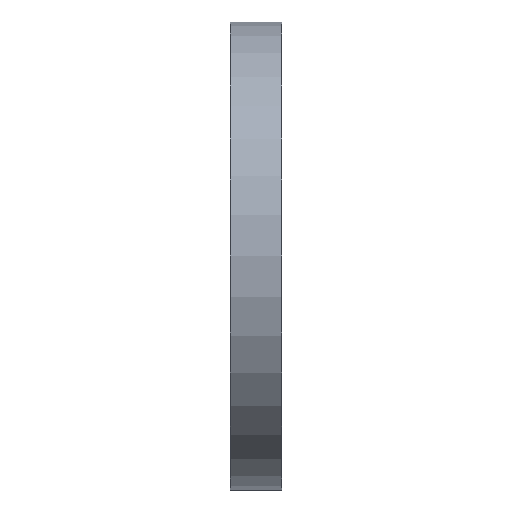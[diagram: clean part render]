
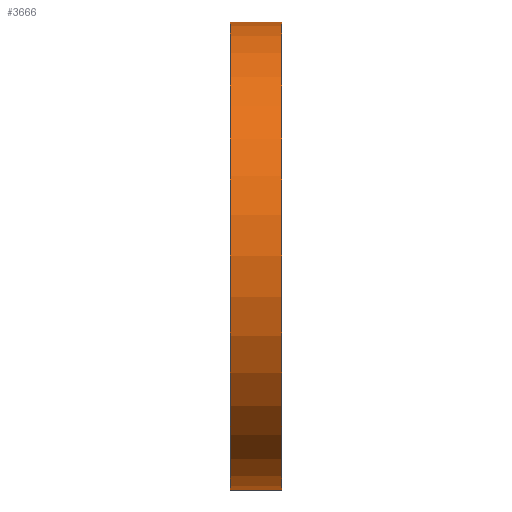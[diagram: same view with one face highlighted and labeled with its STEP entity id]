
A CAD part, left-side view. The second image highlights one B-rep face of the part: STEP entity #3666.
In plain terms, the highlighted cylindrical face has radius 55 mm (diameter 110 mm), a partial arc.
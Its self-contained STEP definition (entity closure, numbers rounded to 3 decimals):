
#88 = DIRECTION ( 'NONE',  ( 0., 0., -1. ) ) ;
#114 = CARTESIAN_POINT ( 'NONE',  ( 0., 4., 0. ) ) ;
#149 = LINE ( 'NONE', #1451, #1256 ) ;
#331 = VERTEX_POINT ( 'NONE', #2542 ) ;
#351 = VERTEX_POINT ( 'NONE', #1249 ) ;
#466 = ORIENTED_EDGE ( 'NONE', *, *, #3820, .F. ) ;
#569 = CARTESIAN_POINT ( 'NONE',  ( 0., 0., 0. ) ) ;
#791 = AXIS2_PLACEMENT_3D ( 'NONE', #569, #1481, #3724 ) ;
#1249 = CARTESIAN_POINT ( 'NONE',  ( 0., 0., 55. ) ) ;
#1256 = VECTOR ( 'NONE', #3354, 1000. ) ;
#1451 = CARTESIAN_POINT ( 'NONE',  ( 0., 4., 55. ) ) ;
#1481 = DIRECTION ( 'NONE',  ( 0., 1., 0. ) ) ;
#1668 = CARTESIAN_POINT ( 'NONE',  ( 0., 0., -55. ) ) ;
#1949 = ORIENTED_EDGE ( 'NONE', *, *, #2617, .T. ) ;
#1958 = AXIS2_PLACEMENT_3D ( 'NONE', #114, #2608, #88 ) ;
#1984 = LINE ( 'NONE', #3285, #3055 ) ;
#2146 = EDGE_CURVE ( 'NONE', #3526, #2210, #1984, .T. ) ;
#2170 = CARTESIAN_POINT ( 'NONE',  ( 0., 12., 0. ) ) ;
#2210 = VERTEX_POINT ( 'NONE', #1668 ) ;
#2332 = EDGE_CURVE ( 'NONE', #331, #351, #149, .T. ) ;
#2478 = CARTESIAN_POINT ( 'NONE',  ( 0., 12., -55. ) ) ;
#2542 = CARTESIAN_POINT ( 'NONE',  ( 0., 12., 55. ) ) ;
#2608 = DIRECTION ( 'NONE',  ( 0., -1., 0. ) ) ;
#2617 = EDGE_CURVE ( 'NONE', #2210, #351, #2987, .T. ) ;
#2654 = CYLINDRICAL_SURFACE ( 'NONE', #1958, 55. ) ;
#2817 = ORIENTED_EDGE ( 'NONE', *, *, #2332, .F. ) ;
#2916 = DIRECTION ( 'NONE',  ( 0., -1., 0. ) ) ;
#2987 = CIRCLE ( 'NONE', #791, 55. ) ;
#3055 = VECTOR ( 'NONE', #2916, 1000. ) ;
#3285 = CARTESIAN_POINT ( 'NONE',  ( 0., 4., -55. ) ) ;
#3354 = DIRECTION ( 'NONE',  ( 0., -1., 0. ) ) ;
#3377 = ORIENTED_EDGE ( 'NONE', *, *, #2146, .T. ) ;
#3526 = VERTEX_POINT ( 'NONE', #2478 ) ;
#3546 = FACE_OUTER_BOUND ( 'NONE', #3646, .T. ) ;
#3646 = EDGE_LOOP ( 'NONE', ( #2817, #466, #3377, #1949 ) ) ;
#3647 = DIRECTION ( 'NONE',  ( 0., 0., 1. ) ) ;
#3666 = ADVANCED_FACE ( 'NONE', ( #3546 ), #2654, .T. ) ;
#3724 = DIRECTION ( 'NONE',  ( 0., 0., 1. ) ) ;
#3820 = EDGE_CURVE ( 'NONE', #3526, #331, #3844, .T. ) ;
#3844 = CIRCLE ( 'NONE', #3908, 55. ) ;
#3908 = AXIS2_PLACEMENT_3D ( 'NONE', #2170, #4076, #3647 ) ;
#4076 = DIRECTION ( 'NONE',  ( 0., 1., 0. ) ) ;
